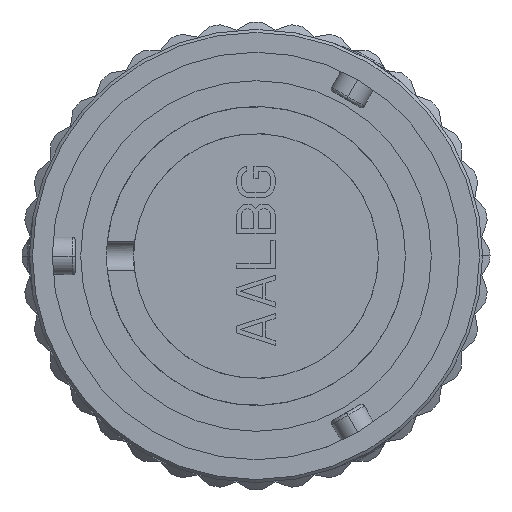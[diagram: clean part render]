
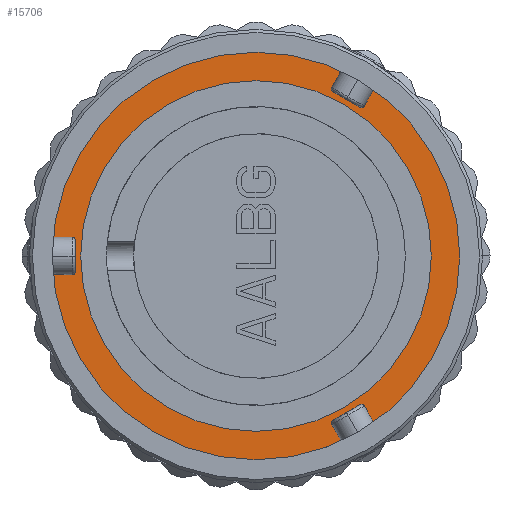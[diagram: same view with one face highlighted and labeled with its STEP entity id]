
A CAD part, left-side view. The second image highlights one B-rep face of the part: STEP entity #15706.
In plain terms, the highlighted planar face has unit normal (-1, 0, 0).
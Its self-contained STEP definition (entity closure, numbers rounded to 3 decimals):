
#53=CARTESIAN_POINT('',(14.49,0.,0.));
#54=DIRECTION('',(1.,0.,0.));
#55=DIRECTION('',(0.,1.,0.));
#56=AXIS2_PLACEMENT_3D('',#53,#54,#55);
#58=CARTESIAN_POINT('',(14.49,0.,0.));
#59=DIRECTION('',(-1.,0.,0.));
#60=DIRECTION('',(0.,1.,0.));
#61=AXIS2_PLACEMENT_3D('',#58,#59,#60);
#63=CARTESIAN_POINT('',(14.49,0.,0.));
#64=DIRECTION('',(-1.,0.,0.));
#65=DIRECTION('',(0.,-1.,0.));
#66=AXIS2_PLACEMENT_3D('',#63,#64,#65);
#11607=CARTESIAN_POINT('',(14.49,0.,0.));
#11608=DIRECTION('',(1.,0.,0.));
#11609=DIRECTION('',(0.,-1.,0.));
#11610=AXIS2_PLACEMENT_3D('',#11607,#11608,#11609);
#15099=CARTESIAN_POINT('',(14.49,11.885,0.));
#15100=CARTESIAN_POINT('',(14.49,-11.885,0.));
#15101=VERTEX_POINT('',#15099);
#15102=VERTEX_POINT('',#15100);
#15555=CARTESIAN_POINT('',(14.49,13.81,-0.002));
#15556=CARTESIAN_POINT('',(14.49,-13.81,0.002));
#15557=VERTEX_POINT('',#15555);
#15558=VERTEX_POINT('',#15556);
#15690=CARTESIAN_POINT('',(14.49,0.,0.));
#15691=DIRECTION('',(1.,0.,0.));
#15692=DIRECTION('',(0.,0.,-1.));
#15693=AXIS2_PLACEMENT_3D('',#15690,#15691,#15692);
#15694=PLANE('466',#15693);
#15696=ORIENTED_EDGE('2954',*,*,#15695,.F.);
#15698=ORIENTED_EDGE('2955',*,*,#15697,.F.);
#15699=EDGE_LOOP('466',(#15696,#15698));
#15700=FACE_OUTER_BOUND('466',#15699,.F.);
#15701=ORIENTED_EDGE('2567',*,*,#15672,.F.);
#15703=ORIENTED_EDGE('2568',*,*,#15702,.F.);
#15704=EDGE_LOOP('466',(#15701,#15703));
#15705=FACE_BOUND('466',#15704,.F.);
#57=CIRCLE('2567',#56,11.885);
#62=CIRCLE('2954',#61,13.81);
#67=CIRCLE('2955',#66,13.81);
#11611=CIRCLE('2568',#11610,11.885);
#15672=EDGE_CURVE('2567',#15101,#15102,#57,.T.);
#15695=EDGE_CURVE('2954',#15557,#15558,#62,.T.);
#15697=EDGE_CURVE('2955',#15558,#15557,#67,.T.);
#15702=EDGE_CURVE('2568',#15102,#15101,#11611,.T.);
#15706=ADVANCED_FACE('466',(#15700,#15705),#15694,.F.);
